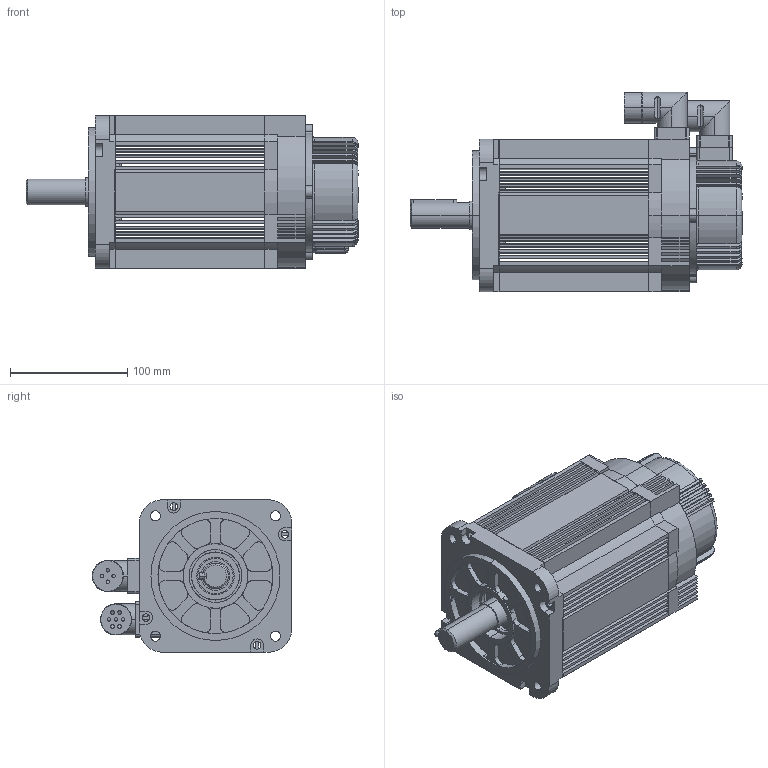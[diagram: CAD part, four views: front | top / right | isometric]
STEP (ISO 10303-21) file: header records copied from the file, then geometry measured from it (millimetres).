
FILE_DESCRIPTION (( 'STEP AP203' ), '1' );
FILE_NAME ('130JASM523215K-M23B-T.STEP', '2019-09-28T02:07:47', ( 'USER-' ), ( 'MS' ), 'SwSTEP 2.0', 'SolidWorks 2015', '' );
FILE_SCHEMA (( 'CONFIG_CONTROL_DESIGN' ));
Products named in the file (1): 130JASM523215K-M23B-T
Bounding box: 283 x 170 x 130 mm (x, y, z)
Surface area: 249525.8 mm2 (no closed solid volume)
Topology: 0 solids, 11 shells, 709 faces, 2201 edges, 1465 vertices
Faces by surface type: plane 364, cylinder 260, bspline 83, cone 2
Entity records: 32810 total; most frequent: CARTESIAN_POINT 14151, ORIENTED_EDGE 4070, DIRECTION 3440, EDGE_CURVE 2186, VERTEX_POINT 1465, VECTOR 1252, LINE 1252, AXIS2_PLACEMENT_3D 1094
